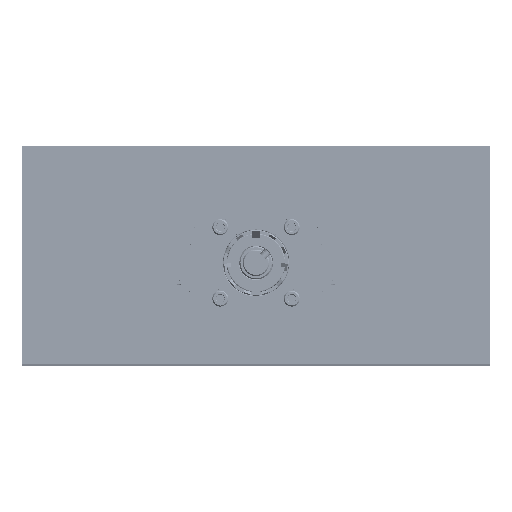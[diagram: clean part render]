
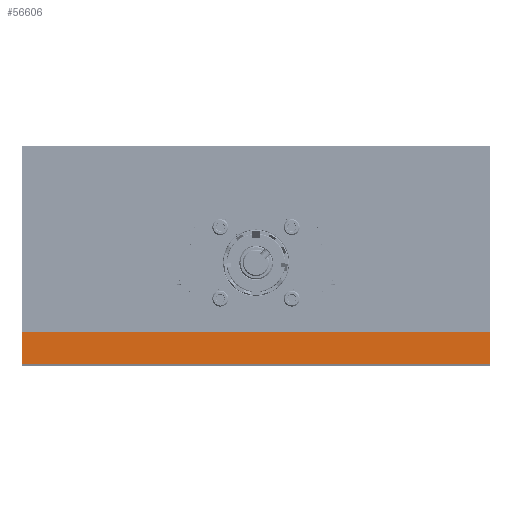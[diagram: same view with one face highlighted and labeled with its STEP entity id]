
A CAD part, top view. The second image highlights one B-rep face of the part: STEP entity #56606.
In plain terms, the highlighted planar face has unit normal (0, 0, 1).
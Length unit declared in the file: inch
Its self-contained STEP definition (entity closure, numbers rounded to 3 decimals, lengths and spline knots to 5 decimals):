
#349 = FACE_OUTER_BOUND ( 'NONE', #139266, .T. ) ;
#5608 = LINE ( 'NONE', #128422, #124354 ) ;
#5850 = CARTESIAN_POINT ( 'NONE',  ( -5.49, -0.75, 1.5 ) ) ;
#7886 = DIRECTION ( 'NONE',  ( -0.707, -0.707, 0. ) ) ;
#8925 = VECTOR ( 'NONE', #118810, 39.37008 ) ;
#9188 = CARTESIAN_POINT ( 'NONE',  ( 5.5, 0., 1.5 ) ) ;
#11059 = ORIENTED_EDGE ( 'NONE', *, *, #83890, .F. ) ;
#12766 = AXIS2_PLACEMENT_3D ( 'NONE', #113356, #98781, #80132 ) ;
#16191 = EDGE_CURVE ( 'NONE', #103781, #65152, #142800, .T. ) ;
#16236 = EDGE_CURVE ( 'NONE', #168383, #55438, #127202, .T. ) ;
#22508 = ORIENTED_EDGE ( 'NONE', *, *, #31014, .T. ) ;
#24719 = CARTESIAN_POINT ( 'NONE',  ( 5.5, -0.74, 1.5 ) ) ;
#30751 = CARTESIAN_POINT ( 'NONE',  ( -3.12, -3.12, 1.5 ) ) ;
#31014 = EDGE_CURVE ( 'NONE', #47569, #176670, #50813, .T. ) ;
#32685 = ORIENTED_EDGE ( 'NONE', *, *, #190469, .T. ) ;
#35986 = CARTESIAN_POINT ( 'NONE',  ( 5.5, -0.01, 1.5 ) ) ;
#38737 = CARTESIAN_POINT ( 'NONE',  ( 2.745, 2.745, 1.5 ) ) ;
#46966 = EDGE_CURVE ( 'NONE', #168383, #65152, #90464, .T. ) ;
#47153 = EDGE_CURVE ( 'NONE', #131501, #176670, #5608, .T. ) ;
#47569 = VERTEX_POINT ( 'NONE', #53525 ) ;
#50813 = LINE ( 'NONE', #141536, #141488 ) ;
#53525 = CARTESIAN_POINT ( 'NONE',  ( -5.49, 0., 1.5 ) ) ;
#55438 = VERTEX_POINT ( 'NONE', #5850 ) ;
#56225 = LINE ( 'NONE', #38737, #76395 ) ;
#56606 = ADVANCED_FACE ( 'NONE', ( #349 ), #179015, .T. ) ;
#57153 = DIRECTION ( 'NONE',  ( -0.707, 0.707, 0. ) ) ;
#60495 = CARTESIAN_POINT ( 'NONE',  ( -5.5, 0., 1.5 ) ) ;
#65152 = VERTEX_POINT ( 'NONE', #24719 ) ;
#70668 = ORIENTED_EDGE ( 'NONE', *, *, #16191, .F. ) ;
#74961 = ORIENTED_EDGE ( 'NONE', *, *, #16236, .F. ) ;
#76395 = VECTOR ( 'NONE', #57153, 39.37008 ) ;
#76652 = VERTEX_POINT ( 'NONE', #82314 ) ;
#80132 = DIRECTION ( 'NONE',  ( 1., 0., 0. ) ) ;
#82314 = CARTESIAN_POINT ( 'NONE',  ( 5.49, 0., 1.5 ) ) ;
#83890 = EDGE_CURVE ( 'NONE', #47569, #76652, #106442, .T. ) ;
#86373 = DIRECTION ( 'NONE',  ( 0., 1., 0. ) ) ;
#90464 = LINE ( 'NONE', #181327, #8925 ) ;
#91975 = VECTOR ( 'NONE', #178781, 39.37008 ) ;
#93219 = CARTESIAN_POINT ( 'NONE',  ( -5.5, -0.74, 1.5 ) ) ;
#95982 = CARTESIAN_POINT ( 'NONE',  ( -5.5, -0.01, 1.5 ) ) ;
#97989 = VECTOR ( 'NONE', #114496, 39.37008 ) ;
#98781 = DIRECTION ( 'NONE',  ( 0., 0., 1. ) ) ;
#103781 = VERTEX_POINT ( 'NONE', #35986 ) ;
#106442 = LINE ( 'NONE', #60495, #91975 ) ;
#108455 = ORIENTED_EDGE ( 'NONE', *, *, #177862, .T. ) ;
#113356 = CARTESIAN_POINT ( 'NONE',  ( 0., 0., 1.5 ) ) ;
#114496 = DIRECTION ( 'NONE',  ( 0., -1., 0. ) ) ;
#116929 = ORIENTED_EDGE ( 'NONE', *, *, #46966, .T. ) ;
#118810 = DIRECTION ( 'NONE',  ( 0.707, 0.707, 0. ) ) ;
#124354 = VECTOR ( 'NONE', #86373, 39.37008 ) ;
#127202 = LINE ( 'NONE', #188718, #157174 ) ;
#128422 = CARTESIAN_POINT ( 'NONE',  ( -5.5, 0., 1.5 ) ) ;
#131501 = VERTEX_POINT ( 'NONE', #93219 ) ;
#133101 = DIRECTION ( 'NONE',  ( 0.707, -0.707, 0. ) ) ;
#139266 = EDGE_LOOP ( 'NONE', ( #169528, #32685, #74961, #116929, #70668, #108455, #11059, #22508 ) ) ;
#141488 = VECTOR ( 'NONE', #7886, 39.37008 ) ;
#141536 = CARTESIAN_POINT ( 'NONE',  ( -2.745, 2.745, 1.5 ) ) ;
#142800 = LINE ( 'NONE', #9188, #97989 ) ;
#147160 = CARTESIAN_POINT ( 'NONE',  ( 5.49, -0.75, 1.5 ) ) ;
#147719 = LINE ( 'NONE', #30751, #172937 ) ;
#157174 = VECTOR ( 'NONE', #186840, 39.37008 ) ;
#168383 = VERTEX_POINT ( 'NONE', #147160 ) ;
#169528 = ORIENTED_EDGE ( 'NONE', *, *, #47153, .F. ) ;
#172937 = VECTOR ( 'NONE', #133101, 39.37008 ) ;
#176670 = VERTEX_POINT ( 'NONE', #95982 ) ;
#177862 = EDGE_CURVE ( 'NONE', #103781, #76652, #56225, .T. ) ;
#178781 = DIRECTION ( 'NONE',  ( 1., 0., 0. ) ) ;
#179015 = PLANE ( 'NONE',  #12766 ) ;
#181327 = CARTESIAN_POINT ( 'NONE',  ( 3.12, -3.12, 1.5 ) ) ;
#186840 = DIRECTION ( 'NONE',  ( -1., 0., 0. ) ) ;
#188718 = CARTESIAN_POINT ( 'NONE',  ( -5.5, -0.75, 1.5 ) ) ;
#190469 = EDGE_CURVE ( 'NONE', #131501, #55438, #147719, .T. ) ;
